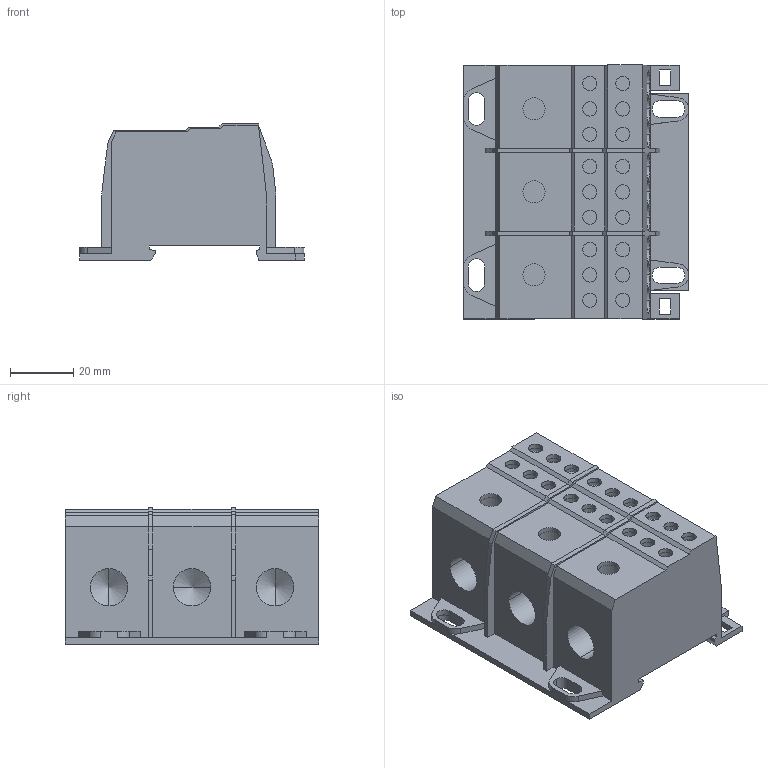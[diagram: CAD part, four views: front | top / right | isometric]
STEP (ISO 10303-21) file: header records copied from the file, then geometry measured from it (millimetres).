
FILE_DESCRIPTION (( 'STEP AP203' ), '1' );
FILE_NAME ('38673.step', '2024-07-29T20:29:57', ( '' ), ( '' ), 'SwSTEP 2.0', 'SolidWorks 2023', '' );
FILE_SCHEMA (( 'CONFIG_CONTROL_DESIGN' ));
Length unit declared in the file: inch
Products named in the file (1): 38673
Bounding box: 71 x 80.1 x 43 mm (x, y, z)
Volume: 121898.4 mm3; surface area: 37429.9 mm2
Topology: 1 solids, 13 shells, 651 faces, 1669 edges, 1077 vertices
Faces by surface type: cylinder 286, plane 267, cone 98
Entity records: 20899 total; most frequent: CARTESIAN_POINT 5009, DIRECTION 3353, ORIENTED_EDGE 3266, EDGE_CURVE 1633, AXIS2_PLACEMENT_3D 1253, VERTEX_POINT 1077, LINE 847, VECTOR 847
